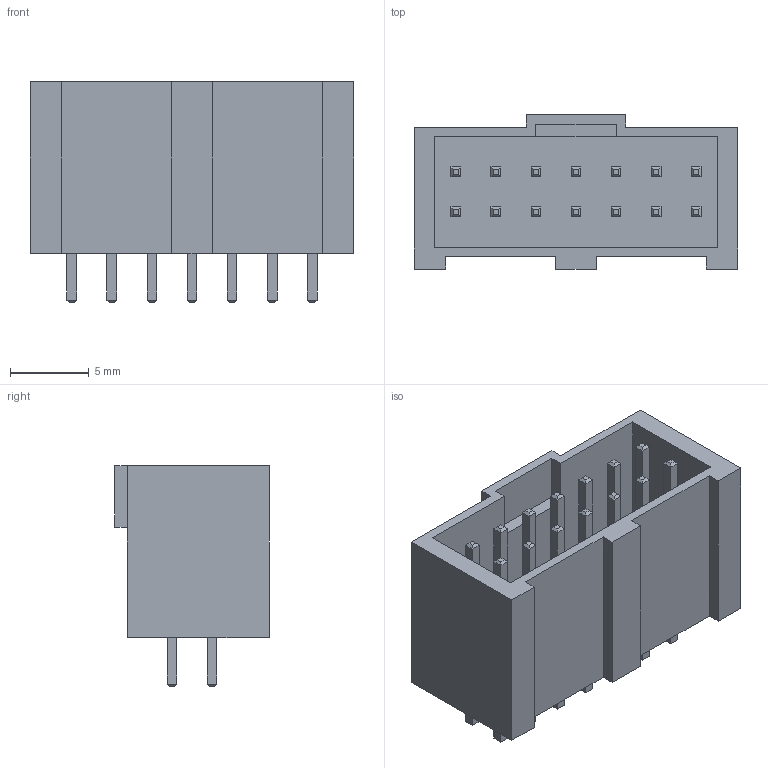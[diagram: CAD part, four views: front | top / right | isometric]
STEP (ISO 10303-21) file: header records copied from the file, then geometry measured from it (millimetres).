
FILE_DESCRIPTION(('STEP AP214'), '1');
FILE_NAME('Âèëêà ÑÍÏ394-14ÂÏ-21-2', '2019-09-11T06:09:02', ('MOTOR'), (''), 'ASCON STEP Converter 1.3', 'ASCON Math Kernel', '');
FILE_SCHEMA(('AUTOMOTIVE_DESIGN { 1 0 10303 214 3 1 1}'));
Length unit declared in the file: millimetre
Bounding box: 20.5 x 9.8 x 14 mm (x, y, z)
Volume: 839.2 mm3; surface area: 1901.9 mm2
Topology: 1 solids, 1 shells, 293 faces, 660 edges, 401 vertices
Faces by surface type: plane 290, cylinder 3
Full cylindrical faces by diameter (mm): 0.2 x1, 0.3 x1, 0.32 x1
Entity records: 10220 total; most frequent: CARTESIAN_POINT 1352, ORIENTED_EDGE 1314, DIRECTION 1254, EDGE_CURVE 657, LINE 648, VECTOR 648, VERTEX_POINT 401, EDGE_LOOP 328
